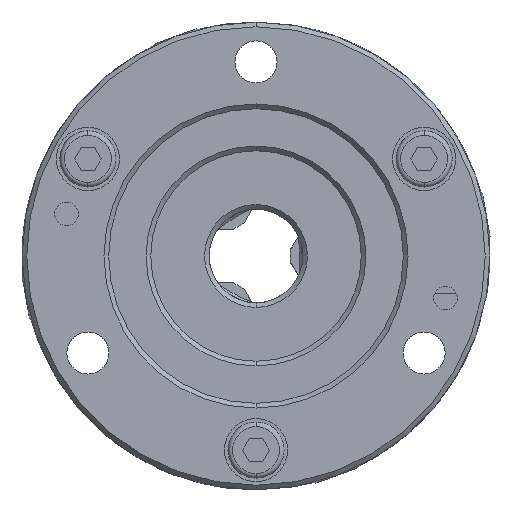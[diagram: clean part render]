
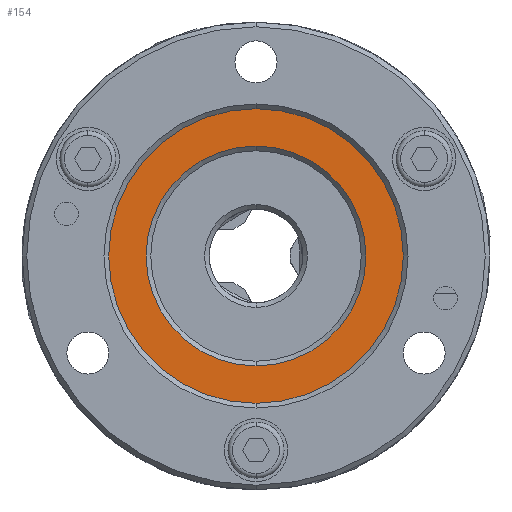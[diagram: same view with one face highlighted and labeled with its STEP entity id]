
A CAD part, front view. The second image highlights one B-rep face of the part: STEP entity #154.
In plain terms, the highlighted planar face has unit normal (0, -1, 0).
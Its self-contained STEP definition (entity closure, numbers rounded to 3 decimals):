
#154 = ADVANCED_FACE ( 'NONE', ( #9259, #8351 ), #7568, .F. ) ;
#608 = DIRECTION ( 'NONE',  ( 0., 0., -1. ) ) ;
#976 = AXIS2_PLACEMENT_3D ( 'NONE', #4459, #4578, #8994 ) ;
#1210 = ORIENTED_EDGE ( 'NONE', *, *, #3021, .T. ) ;
#1974 = DIRECTION ( 'NONE',  ( 0., 0., 1. ) ) ;
#2134 = CARTESIAN_POINT ( 'NONE',  ( -1.564, -13.569, 100. ) ) ;
#2198 = VERTEX_POINT ( 'NONE', #11178 ) ;
#2244 = VERTEX_POINT ( 'NONE', #7635 ) ;
#2450 = AXIS2_PLACEMENT_3D ( 'NONE', #2134, #9577, #9456 ) ;
#2653 = CIRCLE ( 'NONE', #2450, 23.5 ) ;
#3021 = EDGE_CURVE ( 'NONE', #7177, #3191, #10524, .T. ) ;
#3191 = VERTEX_POINT ( 'NONE', #11244 ) ;
#3672 = DIRECTION ( 'NONE',  ( 0., 1., 0. ) ) ;
#4226 = AXIS2_PLACEMENT_3D ( 'NONE', #7454, #6541, #1974 ) ;
#4270 = CIRCLE ( 'NONE', #4663, 31.5 ) ;
#4459 = CARTESIAN_POINT ( 'NONE',  ( -1.564, -13.569, 100. ) ) ;
#4578 = DIRECTION ( 'NONE',  ( 0., -1., 0. ) ) ;
#4663 = AXIS2_PLACEMENT_3D ( 'NONE', #7246, #7183, #608 ) ;
#5422 = ORIENTED_EDGE ( 'NONE', *, *, #6682, .T. ) ;
#5943 = EDGE_LOOP ( 'NONE', ( #6602, #6289 ) ) ;
#6289 = ORIENTED_EDGE ( 'NONE', *, *, #6794, .T. ) ;
#6395 = DIRECTION ( 'NONE',  ( 0., 0., 1. ) ) ;
#6541 = DIRECTION ( 'NONE',  ( 0., 1., 0. ) ) ;
#6602 = ORIENTED_EDGE ( 'NONE', *, *, #8479, .T. ) ;
#6682 = EDGE_CURVE ( 'NONE', #3191, #7177, #4270, .T. ) ;
#6794 = EDGE_CURVE ( 'NONE', #2198, #2244, #9342, .T. ) ;
#7177 = VERTEX_POINT ( 'NONE', #7478 ) ;
#7183 = DIRECTION ( 'NONE',  ( 0., -1., 0. ) ) ;
#7246 = CARTESIAN_POINT ( 'NONE',  ( -1.564, -13.569, 100. ) ) ;
#7454 = CARTESIAN_POINT ( 'NONE',  ( -24.064, -13.569, 100. ) ) ;
#7478 = CARTESIAN_POINT ( 'NONE',  ( -1.564, -13.569, 131.5 ) ) ;
#7487 = CARTESIAN_POINT ( 'NONE',  ( -1.564, -13.569, 100. ) ) ;
#7568 = PLANE ( 'NONE',  #4226 ) ;
#7635 = CARTESIAN_POINT ( 'NONE',  ( -1.564, -13.569, 76.5 ) ) ;
#7638 = EDGE_LOOP ( 'NONE', ( #5422, #1210 ) ) ;
#8178 = AXIS2_PLACEMENT_3D ( 'NONE', #7487, #3672, #6395 ) ;
#8351 = FACE_OUTER_BOUND ( 'NONE', #7638, .T. ) ;
#8479 = EDGE_CURVE ( 'NONE', #2244, #2198, #2653, .T. ) ;
#8994 = DIRECTION ( 'NONE',  ( 0., 0., -1. ) ) ;
#9259 = FACE_BOUND ( 'NONE', #5943, .T. ) ;
#9342 = CIRCLE ( 'NONE', #8178, 23.5 ) ;
#9456 = DIRECTION ( 'NONE',  ( 0., 0., 1. ) ) ;
#9577 = DIRECTION ( 'NONE',  ( 0., 1., 0. ) ) ;
#10524 = CIRCLE ( 'NONE', #976, 31.5 ) ;
#11178 = CARTESIAN_POINT ( 'NONE',  ( -1.564, -13.569, 123.5 ) ) ;
#11244 = CARTESIAN_POINT ( 'NONE',  ( -1.564, -13.569, 68.5 ) ) ;
